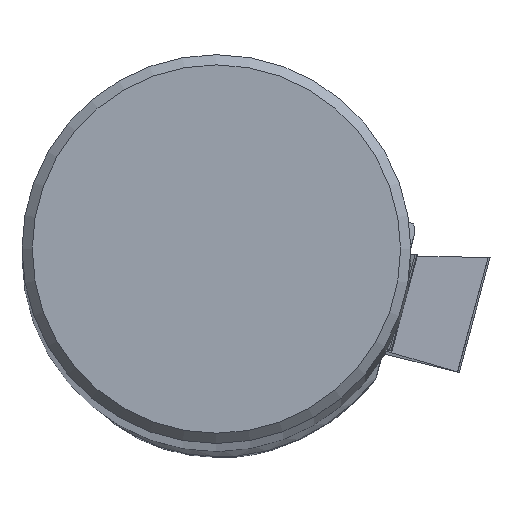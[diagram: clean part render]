
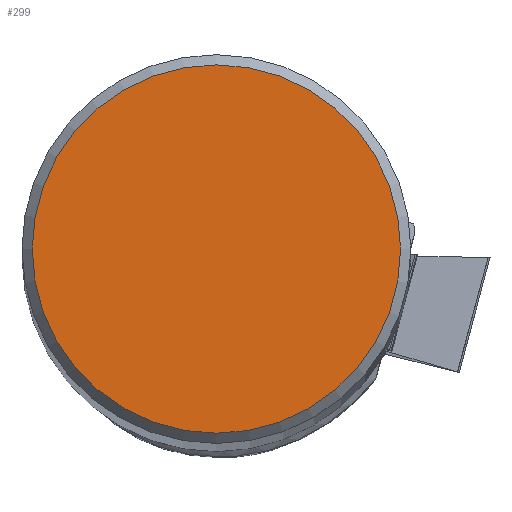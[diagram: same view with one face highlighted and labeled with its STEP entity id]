
A CAD part, top view. The second image highlights one B-rep face of the part: STEP entity #299.
In plain terms, the highlighted planar face has unit normal (0, 0, 1).
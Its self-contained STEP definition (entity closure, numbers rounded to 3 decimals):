
#218=CIRCLE('',#2104,9.016);
#299=ADVANCED_FACE('',(#443),#361,.T.);
#361=PLANE('',#2105);
#443=FACE_OUTER_BOUND('',#542,.T.);
#542=EDGE_LOOP('',(#1041));
#1041=ORIENTED_EDGE('',*,*,#1534,.F.);
#1283=VERTEX_POINT('',#3449);
#1534=EDGE_CURVE('',#1283,#1283,#218,.T.);
#2104=AXIS2_PLACEMENT_3D('',#3448,#2605,#2606);
#2105=AXIS2_PLACEMENT_3D('',#3450,#2607,#2608);
#2605=DIRECTION('',(0.,0.,-1.));
#2606=DIRECTION('',(-1.,0.,0.));
#2607=DIRECTION('',(0.,0.,1.));
#2608=DIRECTION('',(-1.,0.,0.));
#3448=CARTESIAN_POINT('',(0.,0.,0.));
#3449=CARTESIAN_POINT('',(-9.016,0.,0.));
#3450=CARTESIAN_POINT('',(0.,0.,0.));
